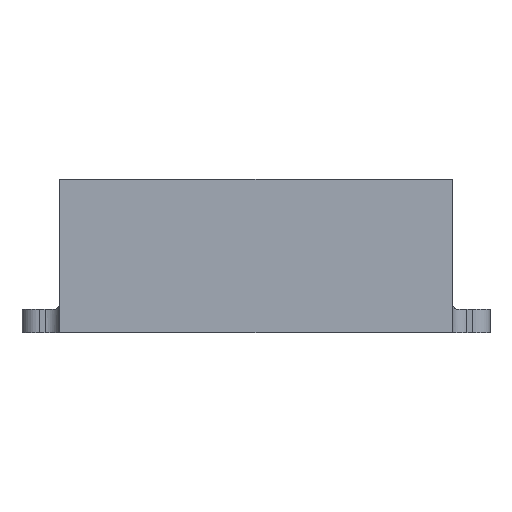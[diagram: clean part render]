
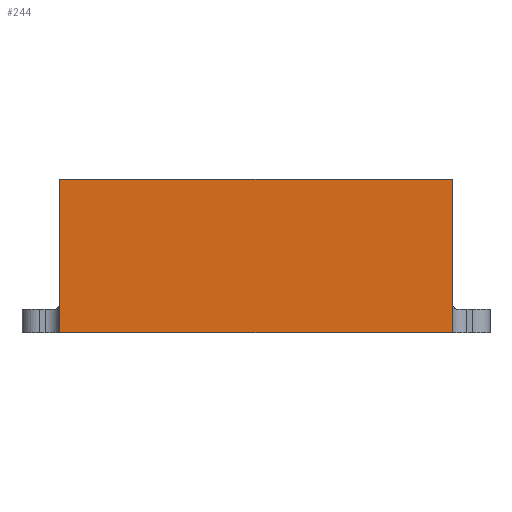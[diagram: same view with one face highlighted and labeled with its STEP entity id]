
A CAD part, front view. The second image highlights one B-rep face of the part: STEP entity #244.
In plain terms, the highlighted planar face has unit normal (0, -1, 0).
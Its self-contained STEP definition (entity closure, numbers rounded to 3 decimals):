
#244=ADVANCED_FACE('',(#381),#335,.F.);
#335=PLANE('',#1769);
#381=FACE_OUTER_BOUND('',#445,.T.);
#445=EDGE_LOOP('',(#616,#617,#618,#619));
#616=ORIENTED_EDGE('',*,*,#1245,.T.);
#617=ORIENTED_EDGE('',*,*,#1252,.F.);
#618=ORIENTED_EDGE('',*,*,#1253,.F.);
#619=ORIENTED_EDGE('',*,*,#1254,.F.);
#1077=VERTEX_POINT('',#2472);
#1078=VERTEX_POINT('',#2474);
#1084=VERTEX_POINT('',#2488);
#1085=VERTEX_POINT('',#2490);
#1245=EDGE_CURVE('',#1078,#1077,#1479,.T.);
#1252=EDGE_CURVE('',#1084,#1077,#1486,.T.);
#1253=EDGE_CURVE('',#1085,#1084,#1487,.T.);
#1254=EDGE_CURVE('',#1078,#1085,#1488,.T.);
#1479=LINE('',#2473,#1637);
#1486=LINE('',#2487,#1644);
#1487=LINE('',#2489,#1645);
#1488=LINE('',#2491,#1646);
#1637=VECTOR('',#1967,1.);
#1644=VECTOR('',#1976,1.);
#1645=VECTOR('',#1977,1.);
#1646=VECTOR('',#1978,1.);
#1769=AXIS2_PLACEMENT_3D('',#2492,#1979,#1980);
#1967=DIRECTION('',(0.,0.,-1.));
#1976=DIRECTION('',(-1.,0.,0.));
#1977=DIRECTION('',(0.,0.,-1.));
#1978=DIRECTION('',(1.,0.,0.));
#1979=DIRECTION('',(0.,1.,0.));
#1980=DIRECTION('',(0.,0.,1.));
#2472=CARTESIAN_POINT('',(-6.5,-10.,0.));
#2473=CARTESIAN_POINT('',(-6.5,-10.,53.));
#2474=CARTESIAN_POINT('',(-6.5,-10.,53.));
#2487=CARTESIAN_POINT('',(129.5,-10.,0.));
#2488=CARTESIAN_POINT('',(129.5,-10.,0.));
#2489=CARTESIAN_POINT('',(129.5,-10.,53.));
#2490=CARTESIAN_POINT('',(129.5,-10.,53.));
#2491=CARTESIAN_POINT('',(-6.5,-10.,53.));
#2492=CARTESIAN_POINT('',(-6.5,-10.,53.));
